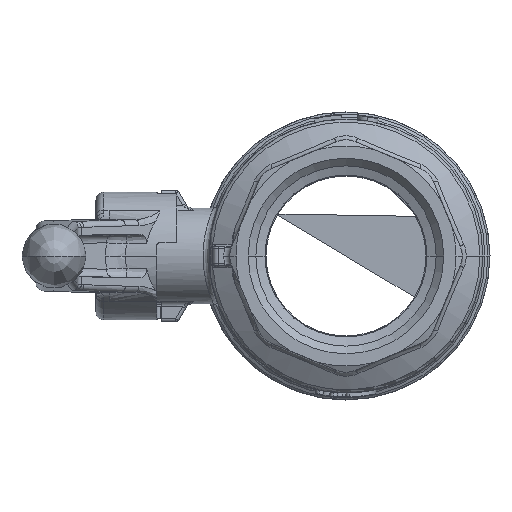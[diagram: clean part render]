
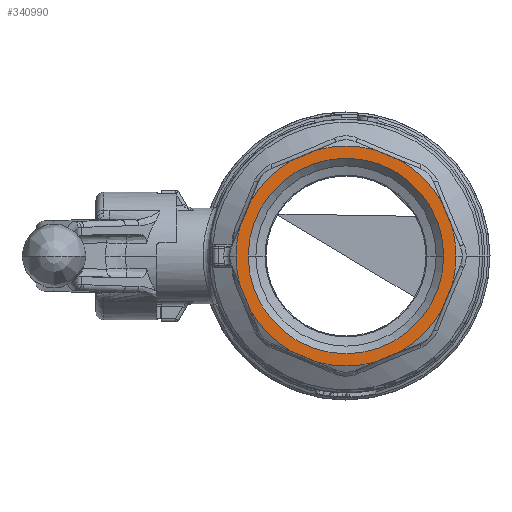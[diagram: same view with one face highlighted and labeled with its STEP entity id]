
A CAD part, left-side view. The second image highlights one B-rep face of the part: STEP entity #340990.
In plain terms, the highlighted planar face has unit normal (-1, 0, 0).
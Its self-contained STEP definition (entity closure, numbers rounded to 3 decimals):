
#337720=CARTESIAN_POINT('',(-61.721,-5.396,0.));
#337730=DIRECTION('',(1.,0.,-0.));
#337740=DIRECTION('',(0.,1.,0.));
#337750=AXIS2_PLACEMENT_3D('',#337720,#337730,#337740);
#337760=CIRCLE('',#337750,27.5);
#337770=CARTESIAN_POINT('',(-61.721,-32.896,0.));
#337780=VERTEX_POINT('',#337770);
#337790=CARTESIAN_POINT('',(-61.721,-31.895,
-7.35));
#337800=VERTEX_POINT('',#337790);
#337810=EDGE_CURVE('',#337780,#337800,#337760,.T.);
#338340=CARTESIAN_POINT('',(-61.721,3397.064,
1409.345));
#338350=DIRECTION('',(-1.,0.,0.));
#338360=DIRECTION('',(0.,1.,0.));
#338370=AXIS2_PLACEMENT_3D('',#338340,#338350,#338360);
#338380=CIRCLE('',#338370,3710.093);
#338390=CARTESIAN_POINT('',(-61.721,-29.331,
-13.54));
#338400=VERTEX_POINT('',#338390);
#338410=EDGE_CURVE('',#338400,#337800,#338380,.T.);
#338600=CARTESIAN_POINT('',(-61.721,-5.396,0.));
#338610=DIRECTION('',(1.,0.,-0.));
#338620=DIRECTION('',(0.,1.,0.));
#338630=AXIS2_PLACEMENT_3D('',#338600,#338610,#338620);
#338640=CIRCLE('',#338630,27.5);
#338650=CARTESIAN_POINT('',(-61.721,-18.936,
-23.936));
#338660=VERTEX_POINT('',#338650);
#338670=EDGE_CURVE('',#338400,#338660,#338640,.T.);
#339160=CARTESIAN_POINT('',(-61.721,1403.949,
3402.46));
#339170=DIRECTION('',(-1.,0.,0.));
#339180=DIRECTION('',(0.,0.,1.));
#339190=AXIS2_PLACEMENT_3D('',#339160,#339170,#339180);
#339200=CIRCLE('',#339190,3710.093);
#339210=CARTESIAN_POINT('',(-61.721,-12.746,
-26.499));
#339220=VERTEX_POINT('',#339210);
#339230=EDGE_CURVE('',#339220,#338660,#339200,.T.);
#339520=CARTESIAN_POINT('',(-61.721,1.955,
-26.499));
#339530=VERTEX_POINT('',#339520);
#339560=CARTESIAN_POINT('',(-61.721,-5.396,0.));
#339570=DIRECTION('',(1.,0.,-0.));
#339580=DIRECTION('',(0.,1.,0.));
#339590=AXIS2_PLACEMENT_3D('',#339560,#339570,#339580);
#339600=CIRCLE('',#339590,27.5);
#339610=EDGE_CURVE('',#339220,#339530,#339600,.T.);
#339670=CARTESIAN_POINT('',(-61.721,19.054,0.));
#339680=DIRECTION('',(1.,0.,-0.));
#339690=DIRECTION('',(0.,1.,0.));
#339700=AXIS2_PLACEMENT_3D('',#339670,#339680,#339690);
#339710=PLANE('',#339700);
#339720=ORIENTED_EDGE('',*,*,#339610,.F.);
#339730=CARTESIAN_POINT('',(-61.721,-1414.741,
3402.46));
#339740=DIRECTION('',(-1.,-0.,0.));
#339750=DIRECTION('',(-0.,1.,0.));
#339760=AXIS2_PLACEMENT_3D('',#339730,#339740,#339750);
#339770=CIRCLE('',#339760,3710.093);
#339780=CARTESIAN_POINT('',(-61.721,8.144,
-23.936));
#339790=VERTEX_POINT('',#339780);
#339800=EDGE_CURVE('',#339790,#339530,#339770,.T.);
#339810=ORIENTED_EDGE('',*,*,#339800,.T.);
#339820=CARTESIAN_POINT('',(-61.721,-5.396,0.));
#339830=DIRECTION('',(1.,0.,-0.));
#339840=DIRECTION('',(0.,1.,0.));
#339850=AXIS2_PLACEMENT_3D('',#339820,#339830,#339840);
#339860=CIRCLE('',#339850,27.5);
#339870=CARTESIAN_POINT('',(-61.721,18.54,
-13.54));
#339880=VERTEX_POINT('',#339870);
#339890=EDGE_CURVE('',#339790,#339880,#339860,.T.);
#339900=ORIENTED_EDGE('',*,*,#339890,.F.);
#339910=CARTESIAN_POINT('',(-61.721,-3407.856,
1409.345));
#339920=DIRECTION('',(-1.,-0.,0.));
#339930=DIRECTION('',(-0.,1.,0.));
#339940=AXIS2_PLACEMENT_3D('',#339910,#339920,#339930);
#339950=CIRCLE('',#339940,3710.093);
#339960=CARTESIAN_POINT('',(-61.721,21.103,
-7.35));
#339970=VERTEX_POINT('',#339960);
#339980=EDGE_CURVE('',#339970,#339880,#339950,.T.);
#339990=ORIENTED_EDGE('',*,*,#339980,.T.);
#340000=CARTESIAN_POINT('',(-61.721,-5.396,0.));
#340010=DIRECTION('',(1.,0.,-0.));
#340020=DIRECTION('',(0.,1.,0.));
#340030=AXIS2_PLACEMENT_3D('',#340000,#340010,#340020);
#340040=CIRCLE('',#340030,27.5);
#340050=CARTESIAN_POINT('',(-61.721,22.104,
0.));
#340060=VERTEX_POINT('',#340050);
#340070=EDGE_CURVE('',#339970,#340060,#340040,.T.);
#340080=ORIENTED_EDGE('',*,*,#340070,.F.);
#340090=CARTESIAN_POINT('',(-61.721,21.103,
7.35));
#340100=VERTEX_POINT('',#340090);
#340110=EDGE_CURVE('',#340060,#340100,#340040,.T.);
#340120=ORIENTED_EDGE('',*,*,#340110,.F.);
#340130=CARTESIAN_POINT('',(-61.721,-3407.856,
-1409.345));
#340140=DIRECTION('',(-1.,0.,-0.));
#340150=DIRECTION('',(0.,1.,0.));
#340160=AXIS2_PLACEMENT_3D('',#340130,#340140,#340150);
#340170=CIRCLE('',#340160,3710.093);
#340180=CARTESIAN_POINT('',(-61.721,18.54,
13.54));
#340190=VERTEX_POINT('',#340180);
#340200=EDGE_CURVE('',#340190,#340100,#340170,.T.);
#340210=ORIENTED_EDGE('',*,*,#340200,.T.);
#340220=CARTESIAN_POINT('',(-61.721,-5.396,0.));
#340230=DIRECTION('',(1.,0.,-0.));
#340240=DIRECTION('',(0.,1.,0.));
#340250=AXIS2_PLACEMENT_3D('',#340220,#340230,#340240);
#340260=CIRCLE('',#340250,27.5);
#340270=CARTESIAN_POINT('',(-61.721,8.144,
23.936));
#340280=VERTEX_POINT('',#340270);
#340290=EDGE_CURVE('',#340190,#340280,#340260,.T.);
#340300=ORIENTED_EDGE('',*,*,#340290,.F.);
#340310=CARTESIAN_POINT('',(-61.721,-1414.741,
-3402.46));
#340320=DIRECTION('',(-1.,0.,0.));
#340330=DIRECTION('',(0.,1.,0.));
#340340=AXIS2_PLACEMENT_3D('',#340310,#340320,#340330);
#340350=CIRCLE('',#340340,3710.093);
#340360=CARTESIAN_POINT('',(-61.721,1.955,
26.499));
#340370=VERTEX_POINT('',#340360);
#340380=EDGE_CURVE('',#340370,#340280,#340350,.T.);
#340390=ORIENTED_EDGE('',*,*,#340380,.T.);
#340400=CARTESIAN_POINT('',(-61.721,-5.396,0.));
#340410=DIRECTION('',(1.,0.,-0.));
#340420=DIRECTION('',(0.,1.,0.));
#340430=AXIS2_PLACEMENT_3D('',#340400,#340410,#340420);
#340440=CIRCLE('',#340430,27.5);
#340450=CARTESIAN_POINT('',(-61.721,-12.746,
26.499));
#340460=VERTEX_POINT('',#340450);
#340470=EDGE_CURVE('',#340370,#340460,#340440,.T.);
#340480=ORIENTED_EDGE('',*,*,#340470,.F.);
#340490=CARTESIAN_POINT('',(-61.721,1403.949,
-3402.46));
#340500=DIRECTION('',(-1.,0.,0.));
#340510=DIRECTION('',(0.,0.,1.));
#340520=AXIS2_PLACEMENT_3D('',#340490,#340500,#340510);
#340530=CIRCLE('',#340520,3710.093);
#340540=CARTESIAN_POINT('',(-61.721,-18.936,
23.936));
#340550=VERTEX_POINT('',#340540);
#340560=EDGE_CURVE('',#340550,#340460,#340530,.T.);
#340570=ORIENTED_EDGE('',*,*,#340560,.T.);
#340580=CARTESIAN_POINT('',(-61.721,-5.396,0.));
#340590=DIRECTION('',(1.,0.,-0.));
#340600=DIRECTION('',(0.,1.,0.));
#340610=AXIS2_PLACEMENT_3D('',#340580,#340590,#340600);
#340620=CIRCLE('',#340610,27.5);
#340630=CARTESIAN_POINT('',(-61.721,-29.331,
13.54));
#340640=VERTEX_POINT('',#340630);
#340650=EDGE_CURVE('',#340550,#340640,#340620,.T.);
#340660=ORIENTED_EDGE('',*,*,#340650,.F.);
#340670=CARTESIAN_POINT('',(-61.721,3397.064,
-1409.345));
#340680=DIRECTION('',(-1.,0.,0.));
#340690=DIRECTION('',(0.,1.,0.));
#340700=AXIS2_PLACEMENT_3D('',#340670,#340680,#340690);
#340710=CIRCLE('',#340700,3710.093);
#340720=CARTESIAN_POINT('',(-61.721,-31.895,
7.35));
#340730=VERTEX_POINT('',#340720);
#340740=EDGE_CURVE('',#340730,#340640,#340710,.T.);
#340750=ORIENTED_EDGE('',*,*,#340740,.T.);
#340760=EDGE_CURVE('',#340730,#337780,#337760,.T.);
#340770=ORIENTED_EDGE('',*,*,#340760,.F.);
#340780=ORIENTED_EDGE('',*,*,#337810,.F.);
#340790=ORIENTED_EDGE('',*,*,#338410,.T.);
#340800=ORIENTED_EDGE('',*,*,#338670,.F.);
#340810=ORIENTED_EDGE('',*,*,#339230,.T.);
#340820=EDGE_LOOP('',(#340810,#340800,#340790,#340780,#340770,#340750,
#340660,#340570,#340480,#340390,#340300,#340210,#340120,#340080,#339990,
#339900,#339810,#339720));
#340830=FACE_OUTER_BOUND('',#340820,.T.);
#340840=CARTESIAN_POINT('',(-61.721,-5.396,0.));
#340850=DIRECTION('',(1.,0.,-0.));
#340860=DIRECTION('',(0.,1.,0.));
#340870=AXIS2_PLACEMENT_3D('',#340840,#340850,#340860);
#340880=CIRCLE('',#340870,24.45);
#340890=CARTESIAN_POINT('',(-61.721,19.054,0.));
#340900=VERTEX_POINT('',#340890);
#340910=CARTESIAN_POINT('',(-61.721,-29.846,
0.));
#340920=VERTEX_POINT('',#340910);
#340930=EDGE_CURVE('',#340900,#340920,#340880,.T.);
#340940=ORIENTED_EDGE('',*,*,#340930,.T.);
#340950=EDGE_CURVE('',#340920,#340900,#340880,.T.);
#340960=ORIENTED_EDGE('',*,*,#340950,.T.);
#340970=EDGE_LOOP('',(#340960,#340940));
#340980=FACE_BOUND('',#340970,.T.);
#340990=ADVANCED_FACE('',(#340830,#340980),#339710,.F.);
